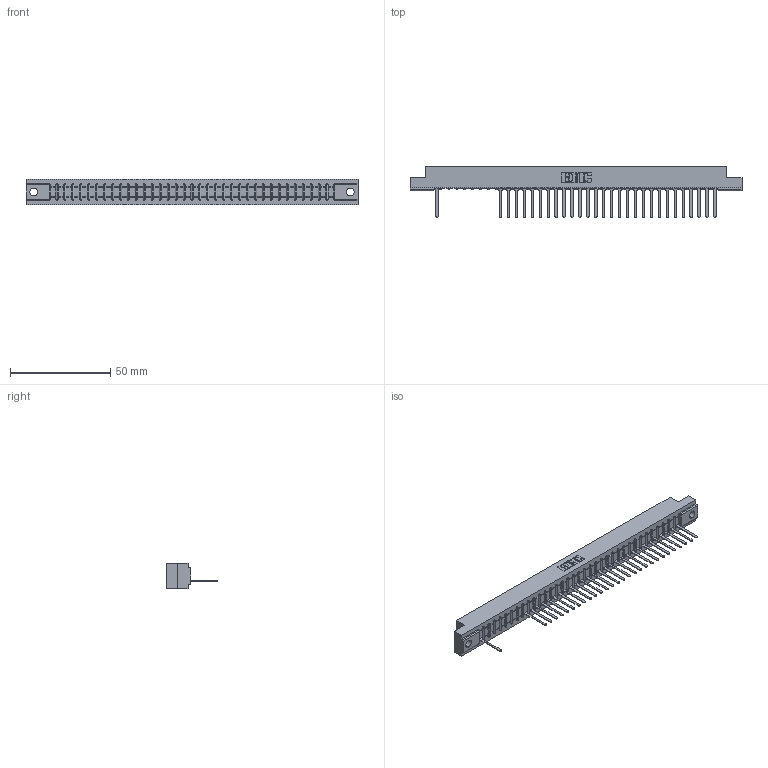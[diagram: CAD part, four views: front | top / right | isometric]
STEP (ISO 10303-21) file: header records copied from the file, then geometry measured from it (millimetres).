
FILE_DESCRIPTION (( 'STEP AP203' ), '1' );
FILE_NAME ('307-036-547-104.STEP', '2018-08-05T08:07:25', ( '' ), ( '' ), 'SwSTEP 2.0', 'SolidWorks 2016', '' );
FILE_SCHEMA (( 'CONFIG_CONTROL_DESIGN' ));
Length unit declared in the file: inch
Products named in the file (3): 307 Part_.156 Dia Mounting Holes; 307-290-001_547; 307-036-547-104
Assembly tree (30 placements, depth 2):
  307-036-547-104
    307 Part_.156 Dia Mounting Holes
    307-290-001_547  x29
Bounding box: 165.66 x 25.43 x 12.7 mm (x, y, z)
Volume: 17022.7 mm3; surface area: 17526.6 mm2
Topology: 30 solids, 30 shells, 1933 faces, 5505 edges, 3530 vertices
Faces by surface type: plane 1241, cylinder 618, sphere 74
Entity records: 31764 total; most frequent: CARTESIAN_POINT 5383, ORIENTED_EDGE 5374, DIRECTION 5223, EDGE_CURVE 2687, VECTOR 2067, LINE 2067, VERTEX_POINT 1738, AXIS2_PLACEMENT_3D 1578
